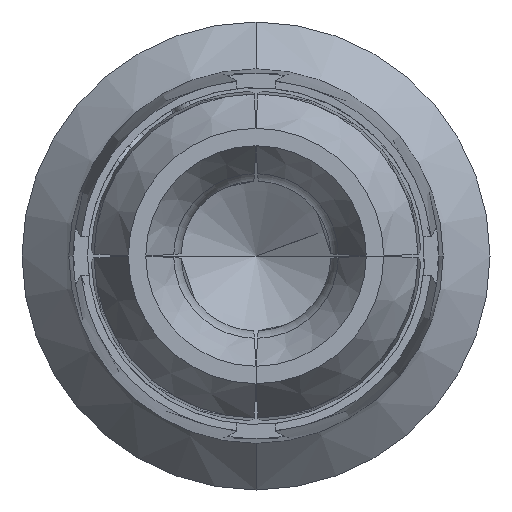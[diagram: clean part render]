
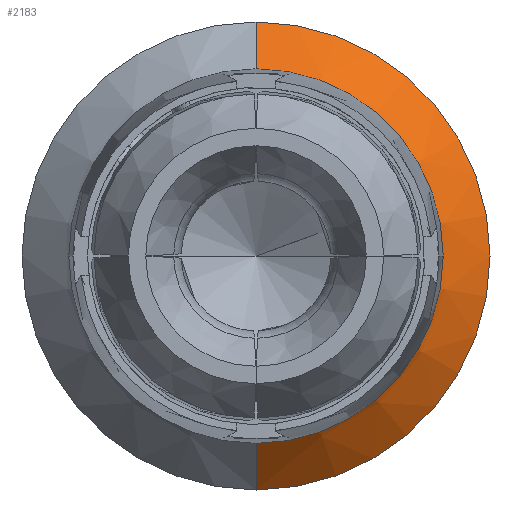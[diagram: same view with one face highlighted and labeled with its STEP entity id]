
A CAD part, front view. The second image highlights one B-rep face of the part: STEP entity #2183.
In plain terms, the highlighted conical face has half-angle 45 degrees and reference radius 1.025 mm.
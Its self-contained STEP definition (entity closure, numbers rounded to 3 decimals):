
#134=CARTESIAN_POINT('',(0.,0.2,0.));
#135=DIRECTION('',(0.,-1.,0.));
#136=DIRECTION('',(0.,0.,-1.));
#137=AXIS2_PLACEMENT_3D('',#134,#135,#136);
#152=CARTESIAN_POINT('',(0.,0.2,0.));
#153=DIRECTION('',(0.,-1.,0.));
#154=DIRECTION('',(1.,0.,0.));
#155=AXIS2_PLACEMENT_3D('',#152,#153,#154);
#162=DIRECTION('',(0.,-0.707,-0.707));
#163=VECTOR('',#162,0.636);
#164=CARTESIAN_POINT('',(0.,0.2,1.25));
#165=LINE('',#164,#163);
#166=DIRECTION('',(0.,-0.707,0.707));
#167=VECTOR('',#166,0.636);
#168=CARTESIAN_POINT('',(0.,0.2,-1.25));
#169=LINE('',#168,#167);
#241=CARTESIAN_POINT('',(0.,-0.25,0.));
#242=DIRECTION('',(0.,-1.,0.));
#243=DIRECTION('',(0.,0.,-1.));
#244=AXIS2_PLACEMENT_3D('',#241,#242,#243);
#1996=CARTESIAN_POINT('',(0.,-0.25,-0.8));
#1998=VERTEX_POINT('',#1996);
#2000=CARTESIAN_POINT('',(0.,-0.25,0.8));
#2002=VERTEX_POINT('',#2000);
#2004=CARTESIAN_POINT('',(1.25,0.2,0.));
#2005=CARTESIAN_POINT('',(0.,0.2,1.25));
#2006=VERTEX_POINT('',#2004);
#2007=VERTEX_POINT('',#2005);
#2010=CARTESIAN_POINT('',(0.,0.2,-1.25));
#2011=VERTEX_POINT('',#2010);
#2167=CARTESIAN_POINT('',(0.,-0.025,0.));
#2168=DIRECTION('',(0.,1.,0.));
#2169=DIRECTION('',(0.,0.,-1.));
#2170=AXIS2_PLACEMENT_3D('',#2167,#2168,#2169);
#2171=CONICAL_SURFACE('',#2170,1.025,45.);
#2173=ORIENTED_EDGE('',*,*,#2172,.F.);
#2174=ORIENTED_EDGE('',*,*,#2155,.F.);
#2176=ORIENTED_EDGE('',*,*,#2175,.T.);
#2178=ORIENTED_EDGE('',*,*,#2177,.T.);
#2180=ORIENTED_EDGE('',*,*,#2179,.F.);
#2181=EDGE_LOOP('',(#2173,#2174,#2176,#2178,#2180));
#2182=FACE_OUTER_BOUND('',#2181,.F.);
#138=CIRCLE('',#137,1.25);
#156=CIRCLE('',#155,1.25);
#245=CIRCLE('',#244,0.8);
#2155=EDGE_CURVE('',#2011,#2006,#138,.T.);
#2172=EDGE_CURVE('',#2006,#2007,#156,.T.);
#2175=EDGE_CURVE('',#2011,#1998,#169,.T.);
#2177=EDGE_CURVE('',#1998,#2002,#245,.T.);
#2179=EDGE_CURVE('',#2007,#2002,#165,.T.);
#2183=ADVANCED_FACE('',(#2182),#2171,.T.);
